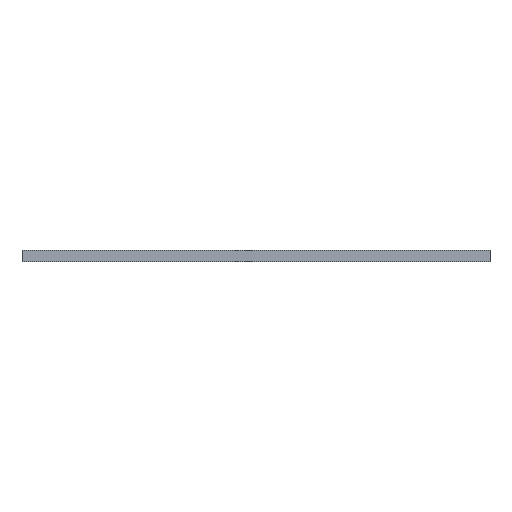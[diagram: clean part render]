
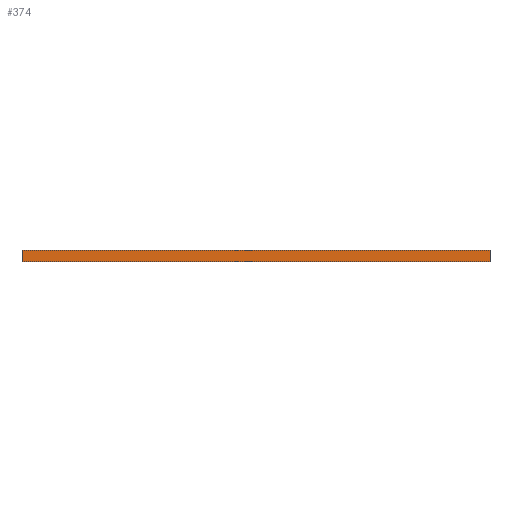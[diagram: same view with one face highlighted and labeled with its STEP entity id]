
A CAD part, front view. The second image highlights one B-rep face of the part: STEP entity #374.
In plain terms, the highlighted planar face has unit normal (0, -1, 0).
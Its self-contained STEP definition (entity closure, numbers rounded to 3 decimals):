
#5 = VERTEX_POINT ( 'NONE', #32 ) ;
#30 = VERTEX_POINT ( 'NONE', #444 ) ;
#32 = CARTESIAN_POINT ( 'NONE',  ( 2409.984, 0., 40.633 ) ) ;
#34 = VECTOR ( 'NONE', #392, 1000. ) ;
#86 = EDGE_LOOP ( 'NONE', ( #208, #126, #188, #393 ) ) ;
#98 = PLANE ( 'NONE',  #408 ) ;
#112 = CARTESIAN_POINT ( 'NONE',  ( -90.016, 0., -19.367 ) ) ;
#115 = EDGE_CURVE ( 'NONE', #413, #30, #176, .T. ) ;
#123 = DIRECTION ( 'NONE',  ( -1., 0., 0. ) ) ;
#126 = ORIENTED_EDGE ( 'NONE', *, *, #270, .F. ) ;
#137 = LINE ( 'NONE', #358, #314 ) ;
#139 = FACE_OUTER_BOUND ( 'NONE', #86, .T. ) ;
#158 = CARTESIAN_POINT ( 'NONE',  ( -90.016, 0., -19.367 ) ) ;
#176 = LINE ( 'NONE', #112, #251 ) ;
#188 = ORIENTED_EDGE ( 'NONE', *, *, #213, .F. ) ;
#189 = LINE ( 'NONE', #204, #276 ) ;
#196 = EDGE_CURVE ( 'NONE', #30, #5, #321, .T. ) ;
#204 = CARTESIAN_POINT ( 'NONE',  ( -90.016, 0., -19.367 ) ) ;
#208 = ORIENTED_EDGE ( 'NONE', *, *, #115, .F. ) ;
#213 = EDGE_CURVE ( 'NONE', #5, #378, #137, .T. ) ;
#251 = VECTOR ( 'NONE', #254, 1000. ) ;
#254 = DIRECTION ( 'NONE',  ( 0., 0., 1. ) ) ;
#258 = CARTESIAN_POINT ( 'NONE',  ( 2409.984, 0., -19.367 ) ) ;
#270 = EDGE_CURVE ( 'NONE', #378, #413, #189, .T. ) ;
#276 = VECTOR ( 'NONE', #123, 1000. ) ;
#305 = DIRECTION ( 'NONE',  ( 0., 0., 1. ) ) ;
#314 = VECTOR ( 'NONE', #360, 1000. ) ;
#321 = LINE ( 'NONE', #391, #34 ) ;
#333 = DIRECTION ( 'NONE',  ( 0., 1., 0. ) ) ;
#342 = CARTESIAN_POINT ( 'NONE',  ( 0., 0., 0. ) ) ;
#358 = CARTESIAN_POINT ( 'NONE',  ( 2409.984, 0., -19.367 ) ) ;
#360 = DIRECTION ( 'NONE',  ( 0., 0., -1. ) ) ;
#374 = ADVANCED_FACE ( 'NONE', ( #139 ), #98, .F. ) ;
#378 = VERTEX_POINT ( 'NONE', #258 ) ;
#391 = CARTESIAN_POINT ( 'NONE',  ( -90.016, 0., 40.633 ) ) ;
#392 = DIRECTION ( 'NONE',  ( 1., 0., 0. ) ) ;
#393 = ORIENTED_EDGE ( 'NONE', *, *, #196, .F. ) ;
#408 = AXIS2_PLACEMENT_3D ( 'NONE', #342, #333, #305 ) ;
#413 = VERTEX_POINT ( 'NONE', #158 ) ;
#444 = CARTESIAN_POINT ( 'NONE',  ( -90.016, 0., 40.633 ) ) ;
